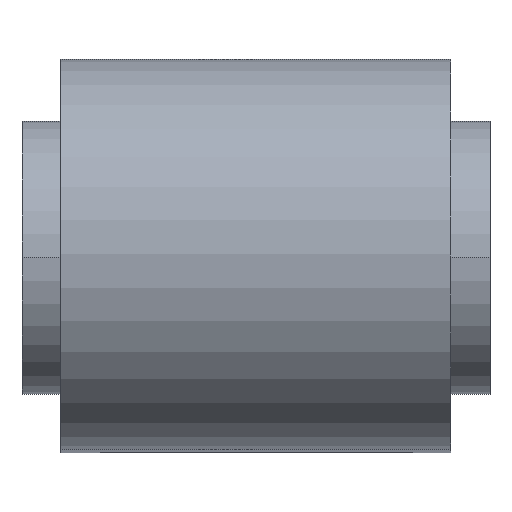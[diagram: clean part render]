
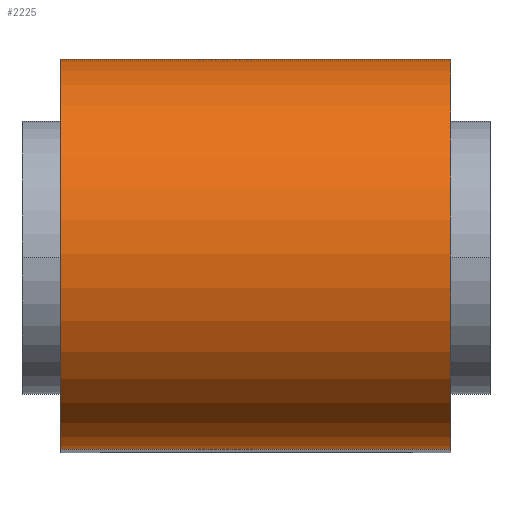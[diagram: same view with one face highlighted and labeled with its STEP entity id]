
A CAD part, top view. The second image highlights one B-rep face of the part: STEP entity #2225.
In plain terms, the highlighted cylindrical face has radius 25 mm (diameter 50 mm), a partial arc.
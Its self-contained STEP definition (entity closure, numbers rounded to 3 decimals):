
#8 = DIRECTION ( 'NONE',  ( 0., 0., -1. ) ) ;
#16 = CARTESIAN_POINT ( 'NONE',  ( -25., -25., 125. ) ) ;
#27 = EDGE_LOOP ( 'NONE', ( #1080, #491, #1953, #1236 ) ) ;
#83 = DIRECTION ( 'NONE',  ( 0., 0., -1. ) ) ;
#100 = LINE ( 'NONE', #2373, #2182 ) ;
#198 = EDGE_CURVE ( 'NONE', #1808, #284, #825, .T. ) ;
#284 = VERTEX_POINT ( 'NONE', #1989 ) ;
#364 = EDGE_CURVE ( 'NONE', #624, #284, #492, .T. ) ;
#408 = DIRECTION ( 'NONE',  ( 1., 0., 0. ) ) ;
#421 = CYLINDRICAL_SURFACE ( 'NONE', #1608, 25. ) ;
#440 = CARTESIAN_POINT ( 'NONE',  ( -25., -25., 125. ) ) ;
#491 = ORIENTED_EDGE ( 'NONE', *, *, #364, .F. ) ;
#492 = CIRCLE ( 'NONE', #1362, 25. ) ;
#526 = DIRECTION ( 'NONE',  ( 0., 0., -1. ) ) ;
#624 = VERTEX_POINT ( 'NONE', #1996 ) ;
#825 = LINE ( 'NONE', #16, #2250 ) ;
#846 = DIRECTION ( 'NONE',  ( 1., 0., 0. ) ) ;
#968 = AXIS2_PLACEMENT_3D ( 'NONE', #1298, #1482, #526 ) ;
#1080 = ORIENTED_EDGE ( 'NONE', *, *, #198, .T. ) ;
#1236 = ORIENTED_EDGE ( 'NONE', *, *, #1342, .T. ) ;
#1286 = CIRCLE ( 'NONE', #968, 25. ) ;
#1298 = CARTESIAN_POINT ( 'NONE',  ( -25., 0., 125. ) ) ;
#1342 = EDGE_CURVE ( 'NONE', #2237, #1808, #1286, .T. ) ;
#1362 = AXIS2_PLACEMENT_3D ( 'NONE', #2395, #846, #83 ) ;
#1482 = DIRECTION ( 'NONE',  ( 1., 0., 0. ) ) ;
#1573 = EDGE_CURVE ( 'NONE', #2237, #624, #100, .T. ) ;
#1608 = AXIS2_PLACEMENT_3D ( 'NONE', #1720, #408, #8 ) ;
#1720 = CARTESIAN_POINT ( 'NONE',  ( -25., 0., 125. ) ) ;
#1751 = CARTESIAN_POINT ( 'NONE',  ( -25., 25., 125. ) ) ;
#1776 = DIRECTION ( 'NONE',  ( 1., 0., 0. ) ) ;
#1808 = VERTEX_POINT ( 'NONE', #440 ) ;
#1941 = FACE_OUTER_BOUND ( 'NONE', #27, .T. ) ;
#1953 = ORIENTED_EDGE ( 'NONE', *, *, #1573, .F. ) ;
#1989 = CARTESIAN_POINT ( 'NONE',  ( 25., -25., 125. ) ) ;
#1996 = CARTESIAN_POINT ( 'NONE',  ( 25., 25., 125. ) ) ;
#2182 = VECTOR ( 'NONE', #1776, 1000. ) ;
#2225 = ADVANCED_FACE ( 'NONE', ( #1941 ), #421, .T. ) ;
#2237 = VERTEX_POINT ( 'NONE', #1751 ) ;
#2250 = VECTOR ( 'NONE', #2371, 1000. ) ;
#2371 = DIRECTION ( 'NONE',  ( 1., 0., 0. ) ) ;
#2373 = CARTESIAN_POINT ( 'NONE',  ( -25., 25., 125. ) ) ;
#2395 = CARTESIAN_POINT ( 'NONE',  ( 25., 0., 125. ) ) ;
